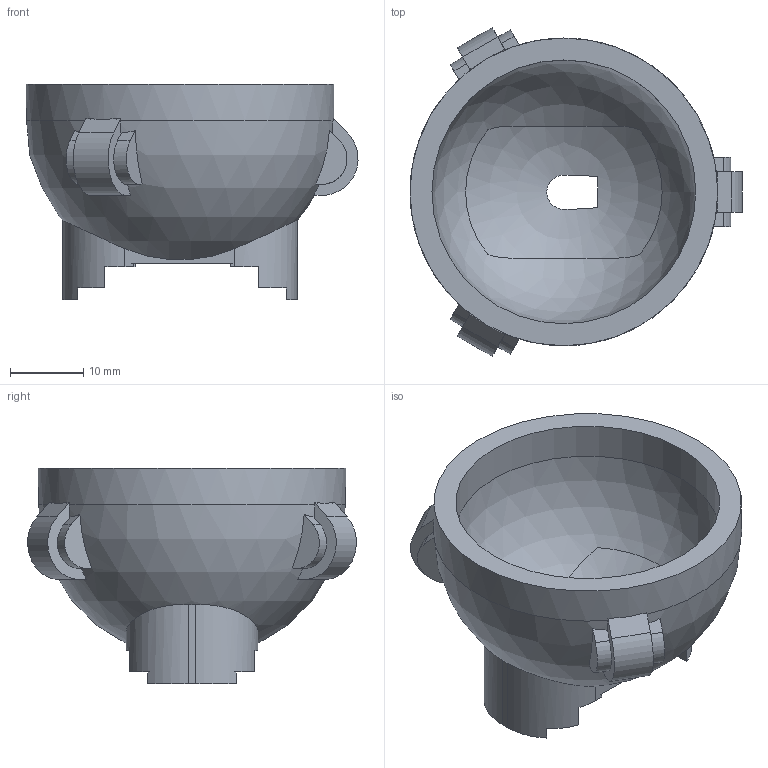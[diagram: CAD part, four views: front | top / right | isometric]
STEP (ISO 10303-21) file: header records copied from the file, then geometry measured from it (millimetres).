
FILE_DESCRIPTION(('FreeCAD Model'),'2;1');
FILE_NAME('trackball_fused_34mm.step','2021-08-05T21:47:53',('Author'),(''), 'Open CASCADE STEP processor 7.2','FreeCAD','Unknown');
FILE_SCHEMA(('AUTOMOTIVE_DESIGN { 1 0 10303 214 1 1 1 1 }'));
Length unit declared in the file: millimetre
Products named in the file (1): Fusion
Bounding box: 45.31 x 44.86 x 29.4 mm (x, y, z)
Volume: 10586.8 mm3; surface area: 7381.7 mm2
Topology: 1 solids, 1 shells, 102 faces, 302 edges, 204 vertices
Faces by surface type: plane 63, cylinder 35, sphere 3, cone 1
Full cylindrical faces by diameter (mm): 2 x2, 36 x1, 42 x1
Entity records: 10238 total; most frequent: CARTESIAN_POINT 3678, DIRECTION 1078, ORIENTED_EDGE 604, PCURVE 604, DEFINITIONAL_REPRESENTATION 604, LINE 586, VECTOR 586, EDGE_CURVE 302
